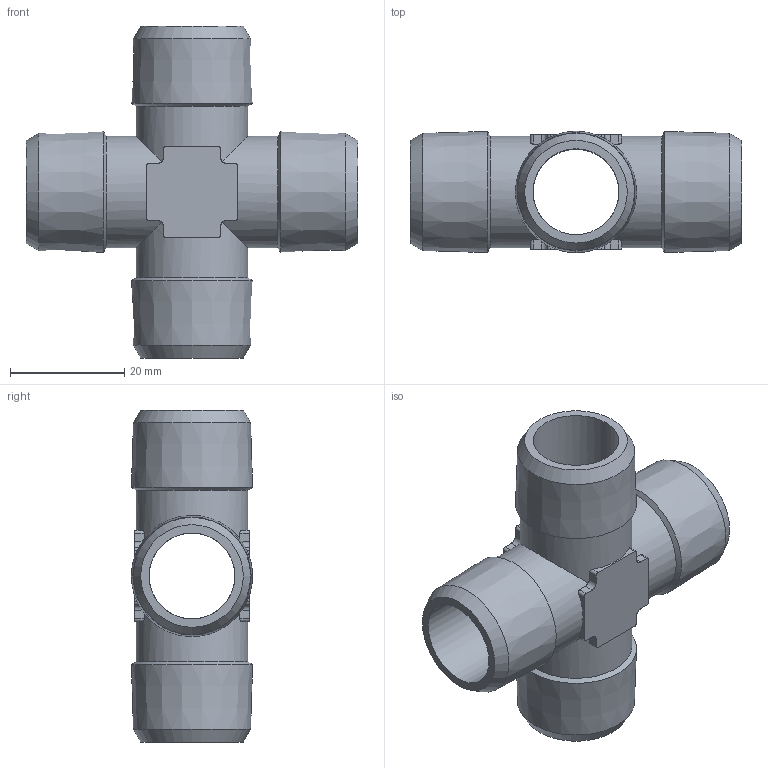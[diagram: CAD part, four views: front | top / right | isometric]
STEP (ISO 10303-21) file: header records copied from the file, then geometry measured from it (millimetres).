
FILE_DESCRIPTION(( 'RA.26C00.12.STP' ), '1');
FILE_NAME( 'RA.26C00.12.STP', '2018-10-11T12:34:28',( 'Sopra'),('sopra-pneumatic.com'), 'SwSTEP 2.0','SolidWorks 2009','' );
FILE_SCHEMA (('AUTOMOTIVE_DESIGN { 1 0 10303 214 1 1 1 1 }'));
Length unit declared in the file: millimetre
Products named in the file (2): Root; 60305
Assembly tree (1 placements, depth 2):
  Root
    60305
Bounding box: 58 x 21.17 x 58 mm (x, y, z)
Volume: 13582.6 mm3; surface area: 10952.5 mm2
Topology: 1 solids, 1 shells, 74 faces, 208 edges, 134 vertices
Faces by surface type: cylinder 32, plane 30, cone 12
Full cylindrical faces by diameter (mm): 15 x4, 19.5 x4
Entity records: 8040 total; most frequent: CARTESIAN_POINT 4462, PRESENTATION_STYLE_ASSIGNMENT 361, COLOUR_RGB 361, DRAUGHTING_PRE_DEFINED_CURVE_FONT 360, CURVE_STYLE 360, OVER_RIDING_STYLED_ITEM 360, ORIENTED_EDGE 360, DIRECTION 360
